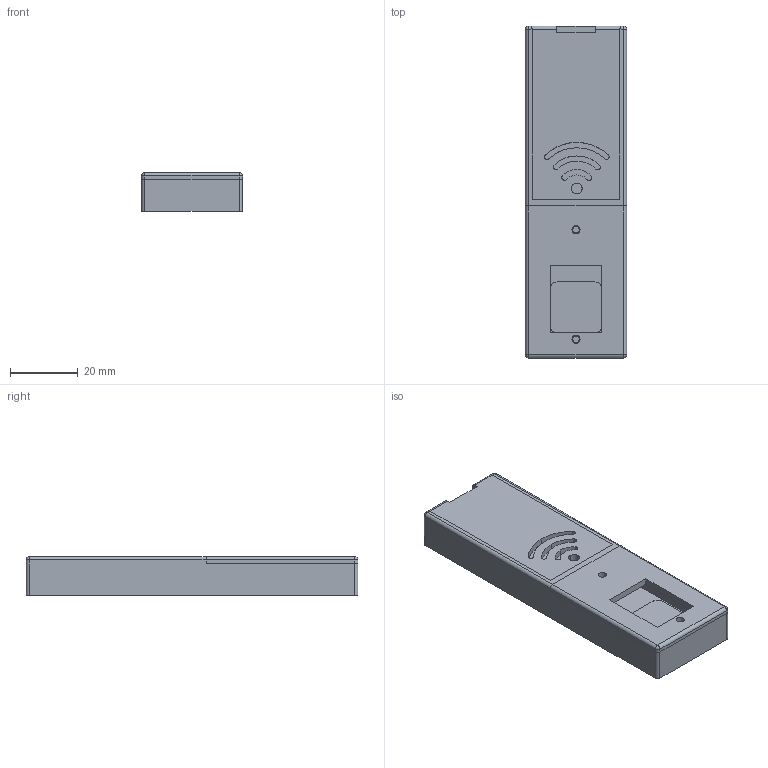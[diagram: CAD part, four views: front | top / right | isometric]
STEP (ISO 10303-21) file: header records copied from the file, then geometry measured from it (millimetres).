
FILE_DESCRIPTION(/* description */ (''),/* implementation_level */ '2;1');
FILE_NAME(/* name */ 'temp_sensor_case.step',/* time_stamp */ '2019-05-07T23:30:00-07:00',/* author */ (''),/* organization */ (''),/* preprocessor_version */ 'ST-DEVELOPER v18',/* originating_system */ 'Autodesk Translation Framework v8.2.0.1029',/* authorisation */ '');
FILE_SCHEMA (('AUTOMOTIVE_DESIGN { 1 0 10303 214 3 1 1 }'));
Length unit declared in the file: millimetre
Products named in the file (3): ESP8266 without headers; Case Lid; SensorLid
Assembly tree (2 placements, depth 2):
  ESP8266 without headers
    Case Lid
    SensorLid
Bounding box: 30 x 98.3 x 11.5 mm (x, y, z)
Volume: 16686 mm3; surface area: 17137.5 mm2
Topology: 3 solids, 3 shells, 124 faces, 320 edges, 208 vertices
Faces by surface type: plane 68, cylinder 30, bspline 22, sphere 4
Full cylindrical faces by diameter (mm): 1.9 x6, 2.4 x2, 4 x1
Entity records: 3924 total; most frequent: CARTESIAN_POINT 943, ORIENTED_EDGE 640, DIRECTION 554, EDGE_CURVE 320, LINE 212, VECTOR 212, VERTEX_POINT 208, AXIS2_PLACEMENT_3D 171
